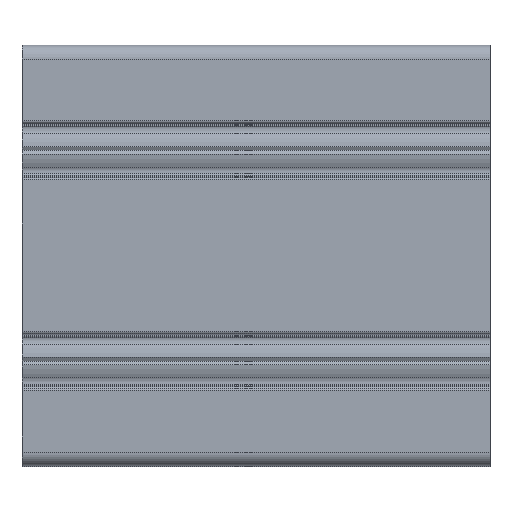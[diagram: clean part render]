
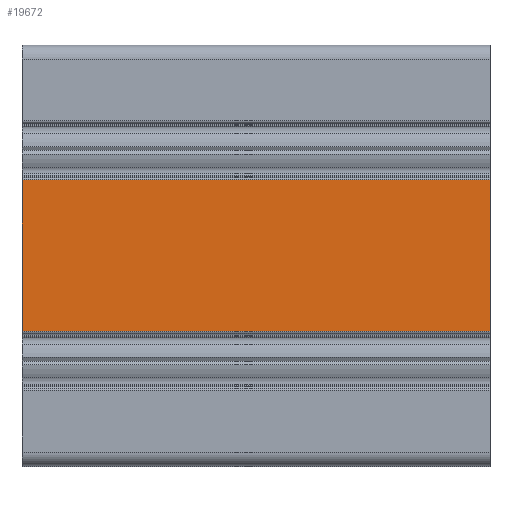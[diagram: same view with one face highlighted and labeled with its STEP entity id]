
A CAD part, top view. The second image highlights one B-rep face of the part: STEP entity #19672.
In plain terms, the highlighted planar face has unit normal (0, 0, 1).
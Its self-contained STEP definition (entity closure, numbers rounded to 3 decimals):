
#187 = VERTEX_POINT ( 'NONE', #10429 ) ;
#645 = DIRECTION ( 'NONE',  ( 0., -1., 0. ) ) ;
#848 = VECTOR ( 'NONE', #645, 1000. ) ;
#1384 = LINE ( 'NONE', #9343, #848 ) ;
#1579 = CARTESIAN_POINT ( 'NONE',  ( 59.184, 38.698, 45. ) ) ;
#1752 = VERTEX_POINT ( 'NONE', #20582 ) ;
#1896 = LINE ( 'NONE', #6572, #19024 ) ;
#2331 = EDGE_LOOP ( 'NONE', ( #3834, #9278, #14992, #19168 ) ) ;
#2772 = EDGE_CURVE ( 'NONE', #187, #1752, #1384, .T. ) ;
#3317 = DIRECTION ( 'NONE',  ( -1., 0., 0. ) ) ;
#3834 = ORIENTED_EDGE ( 'NONE', *, *, #2772, .T. ) ;
#3869 = LINE ( 'NONE', #1579, #15906 ) ;
#4287 = CARTESIAN_POINT ( 'NONE',  ( 59.184, 38.698, 45. ) ) ;
#5120 = CARTESIAN_POINT ( 'NONE',  ( 59.184, 71.098, 45. ) ) ;
#6572 = CARTESIAN_POINT ( 'NONE',  ( 59.184, 71.098, 45. ) ) ;
#9047 = EDGE_CURVE ( 'NONE', #16858, #1752, #3869, .T. ) ;
#9278 = ORIENTED_EDGE ( 'NONE', *, *, #9047, .F. ) ;
#9343 = CARTESIAN_POINT ( 'NONE',  ( -40.816, 71.098, 45. ) ) ;
#9814 = EDGE_CURVE ( 'NONE', #18330, #16858, #11595, .T. ) ;
#10429 = CARTESIAN_POINT ( 'NONE',  ( -40.816, 71.098, 45. ) ) ;
#10884 = PLANE ( 'NONE',  #12651 ) ;
#11070 = VECTOR ( 'NONE', #20849, 1000. ) ;
#11595 = LINE ( 'NONE', #14140, #11070 ) ;
#12651 = AXIS2_PLACEMENT_3D ( 'NONE', #16236, #12669, #14390 ) ;
#12669 = DIRECTION ( 'NONE',  ( 0., 0., -1. ) ) ;
#14140 = CARTESIAN_POINT ( 'NONE',  ( 59.184, 71.098, 45. ) ) ;
#14390 = DIRECTION ( 'NONE',  ( -1., 0., 0. ) ) ;
#14992 = ORIENTED_EDGE ( 'NONE', *, *, #9814, .F. ) ;
#15906 = VECTOR ( 'NONE', #3317, 1000. ) ;
#16236 = CARTESIAN_POINT ( 'NONE',  ( 59.184, 71.098, 45. ) ) ;
#16474 = FACE_OUTER_BOUND ( 'NONE', #2331, .T. ) ;
#16858 = VERTEX_POINT ( 'NONE', #4287 ) ;
#18330 = VERTEX_POINT ( 'NONE', #5120 ) ;
#18562 = DIRECTION ( 'NONE',  ( -1., 0., 0. ) ) ;
#19024 = VECTOR ( 'NONE', #18562, 1000. ) ;
#19168 = ORIENTED_EDGE ( 'NONE', *, *, #21389, .T. ) ;
#19672 = ADVANCED_FACE ( 'NONE', ( #16474 ), #10884, .F. ) ;
#20582 = CARTESIAN_POINT ( 'NONE',  ( -40.816, 38.698, 45. ) ) ;
#20849 = DIRECTION ( 'NONE',  ( 0., -1., 0. ) ) ;
#21389 = EDGE_CURVE ( 'NONE', #18330, #187, #1896, .T. ) ;
